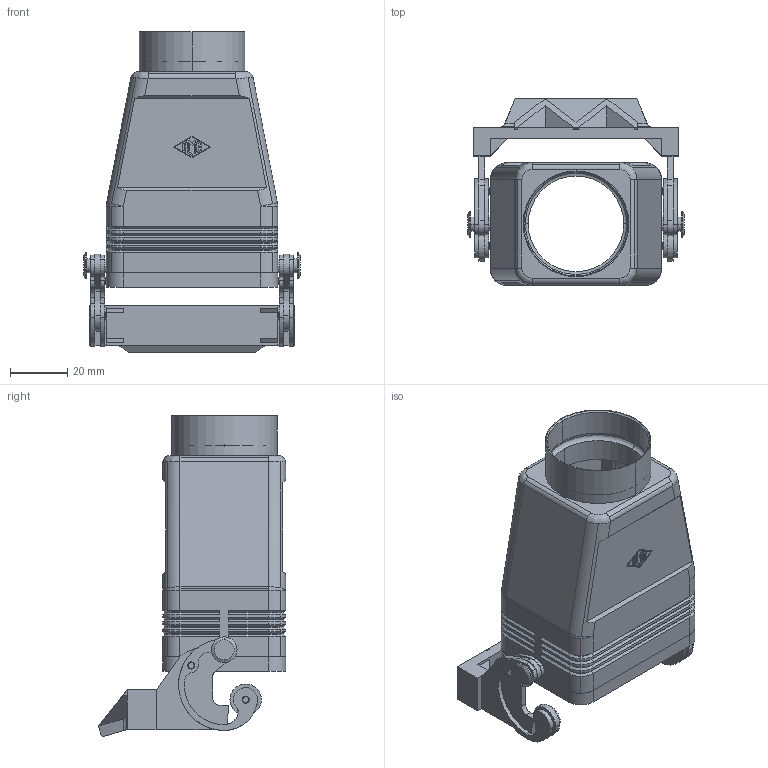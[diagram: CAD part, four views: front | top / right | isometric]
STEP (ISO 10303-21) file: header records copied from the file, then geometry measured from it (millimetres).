
FILE_DESCRIPTION((''),'2;1');
FILE_NAME('CAV 06 LG29.stp','2006-12-18T13:47:38',('gembarski'),(''),'Autodesk Inventor 7','Autodesk Inventor 7','');
FILE_SCHEMA(('AUTOMOTIVE_DESIGN { 1 0 10303 214 1 1 1 1 }'));
Length unit declared in the file: millimetre
Products named in the file (1): CAV Tüllengehäuse 1 Bügel für einen Einsatz
Bounding box: 76 x 65.59 x 112.34 mm (x, y, z)
Volume: 69825.5 mm3; surface area: 41680.3 mm2
Topology: 1 solids, 3 shells, 640 faces, 1609 edges, 996 vertices
Faces by surface type: plane 236, bspline 163, cylinder 161, cone 68, torus 8, sphere 4
Entity records: 20682 total; most frequent: CARTESIAN_POINT 5439, ORIENTED_EDGE 3202, DIRECTION 3173, EDGE_CURVE 1601, AXIS2_PLACEMENT_3D 1094, VERTEX_POINT 996, VECTOR 985, LINE 985
